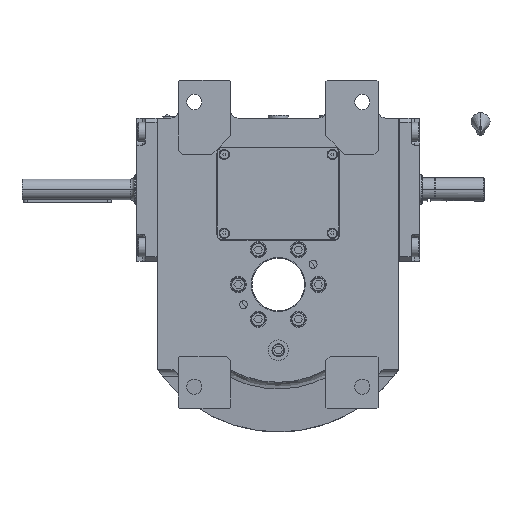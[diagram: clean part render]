
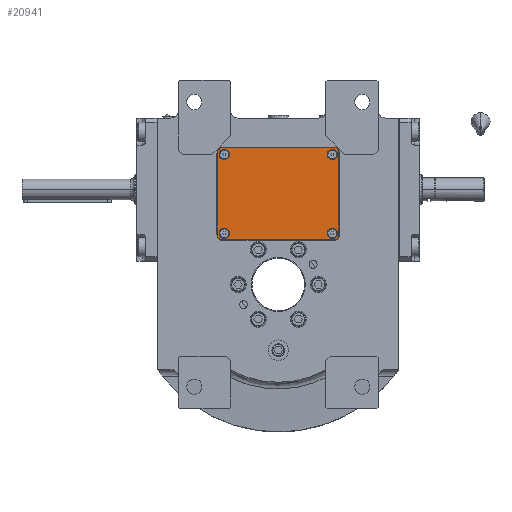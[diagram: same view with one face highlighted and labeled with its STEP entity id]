
A CAD part, front view. The second image highlights one B-rep face of the part: STEP entity #20941.
In plain terms, the highlighted face is planar.
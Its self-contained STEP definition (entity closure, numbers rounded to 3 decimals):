
#95 = CARTESIAN_POINT ( 'NONE',  ( -33.5, 27., 3. ) ) ;
#494 = FACE_BOUND ( 'NONE', #57442, .T. ) ;
#551 = VERTEX_POINT ( 'NONE', #7902 ) ;
#1619 = VECTOR ( 'NONE', #47516, 1000. ) ;
#2564 = EDGE_CURVE ( 'NONE', #11597, #13980, #48020, .T. ) ;
#2586 = DIRECTION ( 'NONE',  ( 1., 0., 0. ) ) ;
#3833 = DIRECTION ( 'NONE',  ( 0., 0., 1. ) ) ;
#3863 = VERTEX_POINT ( 'NONE', #23641 ) ;
#4722 = EDGE_CURVE ( 'NONE', #17771, #60117, #8462, .T. ) ;
#5135 = EDGE_CURVE ( 'NONE', #23714, #32425, #5443, .T. ) ;
#5443 = CIRCLE ( 'NONE', #28848, 3.5 ) ;
#6101 = EDGE_CURVE ( 'NONE', #51936, #3863, #16413, .T. ) ;
#6105 = VERTEX_POINT ( 'NONE', #45965 ) ;
#6277 = CARTESIAN_POINT ( 'NONE',  ( -41.5, -29.5, 3. ) ) ;
#7859 = DIRECTION ( 'NONE',  ( 0., 0., 1. ) ) ;
#7902 = CARTESIAN_POINT ( 'NONE',  ( 41.5, -29.5, 3. ) ) ;
#8368 = CARTESIAN_POINT ( 'NONE',  ( -41.5, -29.5, 3. ) ) ;
#8385 = CARTESIAN_POINT ( 'NONE',  ( 39.5, -31.5, 3. ) ) ;
#8462 = CIRCLE ( 'NONE', #31828, 3.5 ) ;
#9021 = CARTESIAN_POINT ( 'NONE',  ( -37., -27., 3. ) ) ;
#9394 = VERTEX_POINT ( 'NONE', #14911 ) ;
#9623 = ORIENTED_EDGE ( 'NONE', *, *, #52077, .T. ) ;
#9764 = AXIS2_PLACEMENT_3D ( 'NONE', #17580, #7859, #49909 ) ;
#11187 = LINE ( 'NONE', #43201, #35678 ) ;
#11549 = VERTEX_POINT ( 'NONE', #49518 ) ;
#11597 = VERTEX_POINT ( 'NONE', #8368 ) ;
#11755 = DIRECTION ( 'NONE',  ( -0.707, 0.707, 0. ) ) ;
#11768 = EDGE_LOOP ( 'NONE', ( #30321, #12125, #22438, #35769, #9623, #24233, #15191, #31884 ) ) ;
#12125 = ORIENTED_EDGE ( 'NONE', *, *, #50709, .T. ) ;
#12271 = CARTESIAN_POINT ( 'NONE',  ( 40.5, 27., 3. ) ) ;
#12551 = EDGE_LOOP ( 'NONE', ( #12738, #53697 ) ) ;
#12738 = ORIENTED_EDGE ( 'NONE', *, *, #4722, .F. ) ;
#12897 = CIRCLE ( 'NONE', #23604, 3.5 ) ;
#13123 = CARTESIAN_POINT ( 'NONE',  ( 37., -27., 3. ) ) ;
#13465 = DIRECTION ( 'NONE',  ( 0., 1., 0. ) ) ;
#13874 = FACE_OUTER_BOUND ( 'NONE', #11768, .T. ) ;
#13980 = VERTEX_POINT ( 'NONE', #58899 ) ;
#14475 = CARTESIAN_POINT ( 'NONE',  ( 0., 0., 3. ) ) ;
#14738 = VERTEX_POINT ( 'NONE', #35215 ) ;
#14911 = CARTESIAN_POINT ( 'NONE',  ( -40.5, -27., 3. ) ) ;
#15191 = ORIENTED_EDGE ( 'NONE', *, *, #38305, .T. ) ;
#15385 = DIRECTION ( 'NONE',  ( 0., 0., 1. ) ) ;
#16413 = LINE ( 'NONE', #35020, #55395 ) ;
#17580 = CARTESIAN_POINT ( 'NONE',  ( -37., 27., 3. ) ) ;
#17771 = VERTEX_POINT ( 'NONE', #12271 ) ;
#18342 = LINE ( 'NONE', #45785, #33112 ) ;
#18351 = VECTOR ( 'NONE', #34232, 1000. ) ;
#19067 = FACE_BOUND ( 'NONE', #45787, .T. ) ;
#19487 = CARTESIAN_POINT ( 'NONE',  ( -41.5, 29.5, 3. ) ) ;
#19524 = EDGE_LOOP ( 'NONE', ( #35291, #21248 ) ) ;
#19738 = DIRECTION ( 'NONE',  ( 1., 0., 0. ) ) ;
#20938 = CARTESIAN_POINT ( 'NONE',  ( 37., -27., 3. ) ) ;
#20941 = ADVANCED_FACE ( 'NONE', ( #13874, #51370, #494, #56230, #19067 ), #37664, .T. ) ;
#21248 = ORIENTED_EDGE ( 'NONE', *, *, #31651, .F. ) ;
#22438 = ORIENTED_EDGE ( 'NONE', *, *, #6101, .T. ) ;
#23604 = AXIS2_PLACEMENT_3D ( 'NONE', #13123, #31724, #50300 ) ;
#23641 = CARTESIAN_POINT ( 'NONE',  ( -39.5, 31.5, 3. ) ) ;
#23714 = VERTEX_POINT ( 'NONE', #27282 ) ;
#23721 = ORIENTED_EDGE ( 'NONE', *, *, #29761, .F. ) ;
#24233 = ORIENTED_EDGE ( 'NONE', *, *, #2564, .T. ) ;
#24518 = VECTOR ( 'NONE', #45950, 1000. ) ;
#24684 = LINE ( 'NONE', #19487, #1619 ) ;
#25091 = VECTOR ( 'NONE', #45849, 1000. ) ;
#26331 = DIRECTION ( 'NONE',  ( -1., 0., 0. ) ) ;
#27019 = CARTESIAN_POINT ( 'NONE',  ( 37., 27., 3. ) ) ;
#27216 = ORIENTED_EDGE ( 'NONE', *, *, #5135, .F. ) ;
#27282 = CARTESIAN_POINT ( 'NONE',  ( -40.5, 27., 3. ) ) ;
#28848 = AXIS2_PLACEMENT_3D ( 'NONE', #35160, #31206, #26331 ) ;
#29761 = EDGE_CURVE ( 'NONE', #32425, #23714, #36045, .T. ) ;
#30321 = ORIENTED_EDGE ( 'NONE', *, *, #56814, .T. ) ;
#31206 = DIRECTION ( 'NONE',  ( 0., 0., 1. ) ) ;
#31607 = CIRCLE ( 'NONE', #47155, 3.5 ) ;
#31651 = EDGE_CURVE ( 'NONE', #6105, #54856, #12897, .T. ) ;
#31724 = DIRECTION ( 'NONE',  ( 0., 0., 1. ) ) ;
#31828 = AXIS2_PLACEMENT_3D ( 'NONE', #40745, #3833, #44394 ) ;
#31884 = ORIENTED_EDGE ( 'NONE', *, *, #41695, .T. ) ;
#31981 = CARTESIAN_POINT ( 'NONE',  ( 40.5, -27., 3. ) ) ;
#32425 = VERTEX_POINT ( 'NONE', #95 ) ;
#33112 = VECTOR ( 'NONE', #13465, 1000. ) ;
#33850 = EDGE_CURVE ( 'NONE', #9394, #55068, #31607, .T. ) ;
#34232 = DIRECTION ( 'NONE',  ( 1., 0., 0. ) ) ;
#34934 = DIRECTION ( 'NONE',  ( 1., 0., 0. ) ) ;
#35020 = CARTESIAN_POINT ( 'NONE',  ( 39.5, 31.5, 3. ) ) ;
#35091 = CARTESIAN_POINT ( 'NONE',  ( 33.5, 27., 3. ) ) ;
#35106 = CIRCLE ( 'NONE', #46761, 3.5 ) ;
#35160 = CARTESIAN_POINT ( 'NONE',  ( -37., 27., 3. ) ) ;
#35215 = CARTESIAN_POINT ( 'NONE',  ( 39.5, -31.5, 3. ) ) ;
#35291 = ORIENTED_EDGE ( 'NONE', *, *, #44509, .F. ) ;
#35525 = ORIENTED_EDGE ( 'NONE', *, *, #46896, .F. ) ;
#35678 = VECTOR ( 'NONE', #11755, 1000. ) ;
#35769 = ORIENTED_EDGE ( 'NONE', *, *, #45641, .T. ) ;
#36045 = CIRCLE ( 'NONE', #9764, 3.5 ) ;
#36208 = LINE ( 'NONE', #51117, #24518 ) ;
#36690 = CARTESIAN_POINT ( 'NONE',  ( -39.5, -31.5, 3. ) ) ;
#37664 = PLANE ( 'NONE',  #56679 ) ;
#38023 = DIRECTION ( 'NONE',  ( 0., 0., 1. ) ) ;
#38305 = EDGE_CURVE ( 'NONE', #13980, #14738, #41273, .T. ) ;
#40051 = CIRCLE ( 'NONE', #57544, 3.5 ) ;
#40745 = CARTESIAN_POINT ( 'NONE',  ( 37., 27., 3. ) ) ;
#41273 = LINE ( 'NONE', #36690, #18351 ) ;
#41294 = LINE ( 'NONE', #8385, #25091 ) ;
#41695 = EDGE_CURVE ( 'NONE', #14738, #551, #41294, .T. ) ;
#43201 = CARTESIAN_POINT ( 'NONE',  ( 41.5, 29.5, 3. ) ) ;
#44068 = CARTESIAN_POINT ( 'NONE',  ( -33.5, -27., 3. ) ) ;
#44394 = DIRECTION ( 'NONE',  ( 1., 0., 0. ) ) ;
#44509 = EDGE_CURVE ( 'NONE', #54856, #6105, #35106, .T. ) ;
#44861 = DIRECTION ( 'NONE',  ( -1., 0., 0. ) ) ;
#45641 = EDGE_CURVE ( 'NONE', #3863, #57912, #36208, .T. ) ;
#45785 = CARTESIAN_POINT ( 'NONE',  ( 41.5, -29.5, 3. ) ) ;
#45787 = EDGE_LOOP ( 'NONE', ( #35525, #51860 ) ) ;
#45849 = DIRECTION ( 'NONE',  ( 0.707, 0.707, 0. ) ) ;
#45884 = DIRECTION ( 'NONE',  ( 0., 0., 1. ) ) ;
#45950 = DIRECTION ( 'NONE',  ( -0.707, -0.707, 0. ) ) ;
#45965 = CARTESIAN_POINT ( 'NONE',  ( 33.5, -27., 3. ) ) ;
#46484 = DIRECTION ( 'NONE',  ( -1., 0., 0. ) ) ;
#46615 = CARTESIAN_POINT ( 'NONE',  ( 39.5, 31.5, 3. ) ) ;
#46761 = AXIS2_PLACEMENT_3D ( 'NONE', #20938, #53814, #34934 ) ;
#46896 = EDGE_CURVE ( 'NONE', #55068, #9394, #40051, .T. ) ;
#47155 = AXIS2_PLACEMENT_3D ( 'NONE', #9021, #49132, #44861 ) ;
#47185 = EDGE_CURVE ( 'NONE', #60117, #17771, #58593, .T. ) ;
#47453 = CARTESIAN_POINT ( 'NONE',  ( -37., -27., 3. ) ) ;
#47516 = DIRECTION ( 'NONE',  ( 0., -1., 0. ) ) ;
#48020 = LINE ( 'NONE', #6277, #58617 ) ;
#49132 = DIRECTION ( 'NONE',  ( 0., 0., 1. ) ) ;
#49518 = CARTESIAN_POINT ( 'NONE',  ( 41.5, 29.5, 3. ) ) ;
#49909 = DIRECTION ( 'NONE',  ( 1., 0., 0. ) ) ;
#50300 = DIRECTION ( 'NONE',  ( -1., 0., 0. ) ) ;
#50709 = EDGE_CURVE ( 'NONE', #11549, #51936, #11187, .T. ) ;
#51117 = CARTESIAN_POINT ( 'NONE',  ( -39.5, 31.5, 3. ) ) ;
#51370 = FACE_BOUND ( 'NONE', #12551, .T. ) ;
#51860 = ORIENTED_EDGE ( 'NONE', *, *, #33850, .F. ) ;
#51936 = VERTEX_POINT ( 'NONE', #46615 ) ;
#52077 = EDGE_CURVE ( 'NONE', #57912, #11597, #24684, .T. ) ;
#52900 = DIRECTION ( 'NONE',  ( 0.707, -0.707, 0. ) ) ;
#53077 = CARTESIAN_POINT ( 'NONE',  ( -41.5, 29.5, 3. ) ) ;
#53697 = ORIENTED_EDGE ( 'NONE', *, *, #47185, .F. ) ;
#53814 = DIRECTION ( 'NONE',  ( 0., 0., 1. ) ) ;
#54856 = VERTEX_POINT ( 'NONE', #31981 ) ;
#55068 = VERTEX_POINT ( 'NONE', #44068 ) ;
#55393 = DIRECTION ( 'NONE',  ( -1., 0., 0. ) ) ;
#55395 = VECTOR ( 'NONE', #55393, 1000. ) ;
#56230 = FACE_BOUND ( 'NONE', #19524, .T. ) ;
#56679 = AXIS2_PLACEMENT_3D ( 'NONE', #14475, #15385, #2586 ) ;
#56814 = EDGE_CURVE ( 'NONE', #551, #11549, #18342, .T. ) ;
#57442 = EDGE_LOOP ( 'NONE', ( #23721, #27216 ) ) ;
#57544 = AXIS2_PLACEMENT_3D ( 'NONE', #47453, #38023, #19738 ) ;
#57912 = VERTEX_POINT ( 'NONE', #53077 ) ;
#58593 = CIRCLE ( 'NONE', #59562, 3.5 ) ;
#58617 = VECTOR ( 'NONE', #52900, 1000. ) ;
#58899 = CARTESIAN_POINT ( 'NONE',  ( -39.5, -31.5, 3. ) ) ;
#59562 = AXIS2_PLACEMENT_3D ( 'NONE', #27019, #45884, #46484 ) ;
#60117 = VERTEX_POINT ( 'NONE', #35091 ) ;
